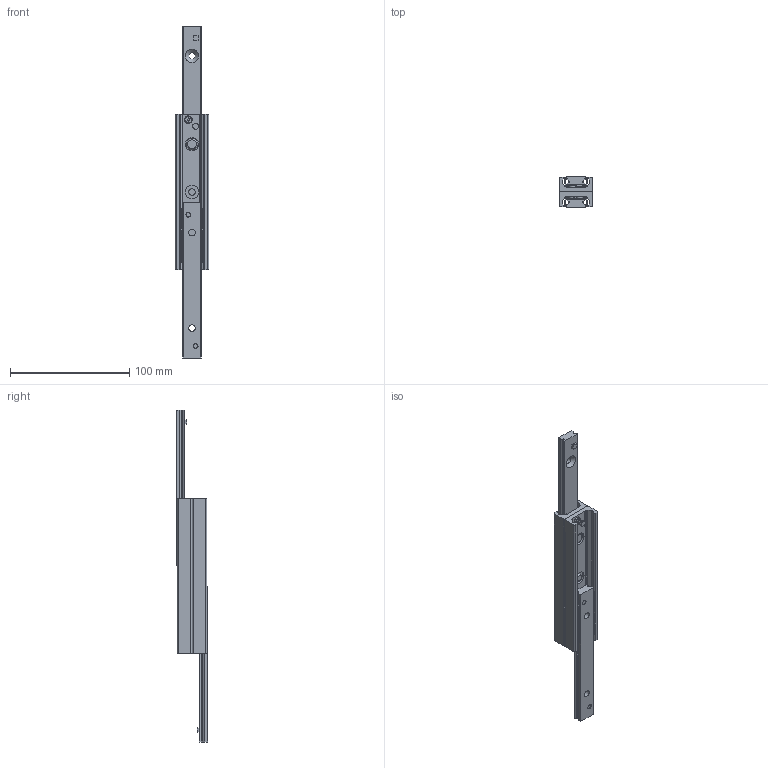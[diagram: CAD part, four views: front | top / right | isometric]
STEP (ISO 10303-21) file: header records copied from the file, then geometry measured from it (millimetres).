
FILE_DESCRIPTION((''),'2;1');
FILE_NAME('LCAH 28H-0130.DD.stp','2011-03-23T15:34:12',('MKoza'),(''),'Autodesk Inventor 2009','Autodesk Inventor 2009','');
FILE_SCHEMA(('AUTOMOTIVE_DESIGN { 1 0 10303 214 1 1 1 1 }'));
Length unit declared in the file: millimetre
Products named in the file (8): LCAH 28H.DD; LCH 28H; LLMD 28H; KF.LCA 28H; AS.L 28H 4x3,8; VKB.L 28H 4x7; + SC M4x0,35 DIN 1207; DIN 7337 - A5 x 10 x 6
Assembly tree (19 placements, depth 2):
  LCAH 28H.DD
    LCH 28H  x2
    LLMD 28H  x2
    KF.LCA 28H  x2
    AS.L 28H 4x3,8  x4
    VKB.L 28H 4x7  x4
    + SC M4x0,35 DIN 1207  x2
    DIN 7337 - A5 x 10 x 6  x3
Bounding box: 28 x 26 x 278 mm (x, y, z)
Volume: 69585.5 mm3; surface area: 46441.2 mm2
Topology: 19 solids, 19 shells, 308 faces, 737 edges, 489 vertices
Faces by surface type: plane 164, cylinder 86, bspline 41, torus 9, cone 8
Full cylindrical faces by diameter (mm): 3.9 x4, 4 x6, 5 x7, 9.5 x3
Entity records: 4544 total; most frequent: CARTESIAN_POINT 1042, DIRECTION 706, ORIENTED_EDGE 614, EDGE_CURVE 307, AXIS2_PLACEMENT_3D 264, VERTEX_POINT 221, EDGE_LOOP 194, VECTOR 178
